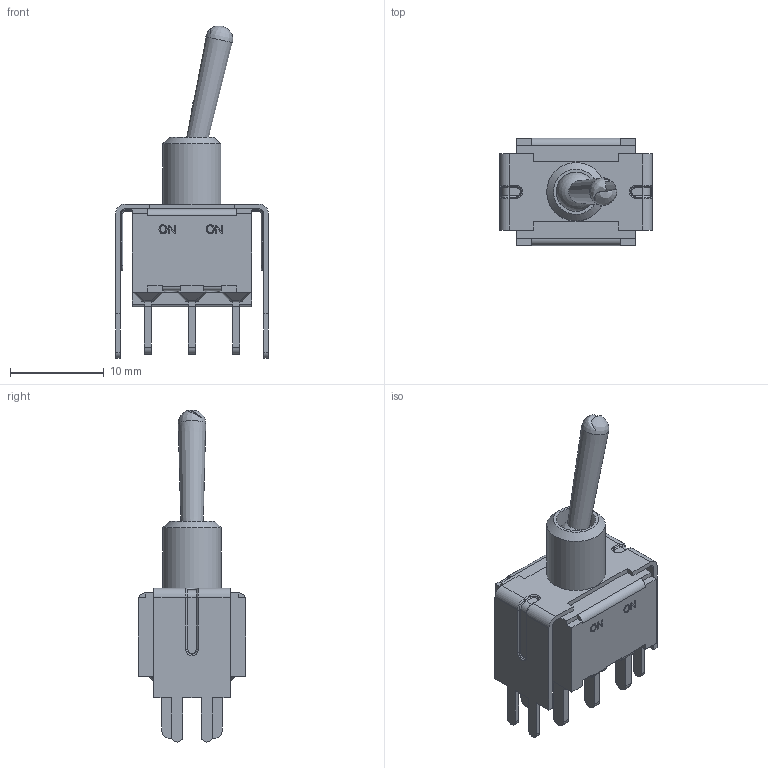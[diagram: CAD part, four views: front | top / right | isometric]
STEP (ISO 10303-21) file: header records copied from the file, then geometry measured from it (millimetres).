
FILE_DESCRIPTION((' '),'2;1');
FILE_NAME('100DPxT1B4VS2xE.stp','2017-08-01T08:51:36',(' '),(' '),' ','ACIS',' ');
FILE_SCHEMA(('CONFIG_CONTROL_DESIGN'));
Length unit declared in the file: inch
Products named in the file (1): 100DPxT1B4VS2xE.stp
Bounding box: 16.26 x 11.43 x 35.32 mm (x, y, z)
Volume: 1109.8 mm3; surface area: 2543.5 mm2
Topology: 1 solids, 2 shells, 536 faces, 1370 edges, 857 vertices
Faces by surface type: plane 329, cylinder 126, torus 36, sphere 25, bspline 17, cone 3
Full cylindrical faces by diameter (mm): 1.65 x1, 4.2 x1
Entity records: 16192 total; most frequent: CARTESIAN_POINT 3068, ORIENTED_EDGE 2714, DIRECTION 2692, EDGE_CURVE 1357, VECTOR 988, LINE 988, AXIS2_PLACEMENT_3D 852, VERTEX_POINT 852
